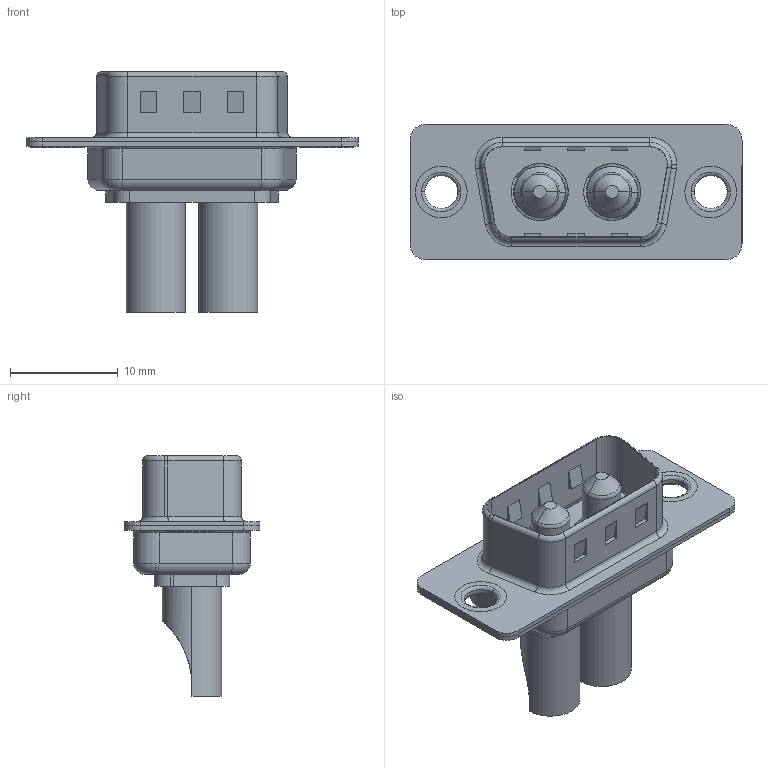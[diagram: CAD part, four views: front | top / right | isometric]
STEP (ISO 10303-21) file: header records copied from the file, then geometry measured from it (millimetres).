
FILE_DESCRIPTION (( 'STEP AP203' ), '1' );
FILE_NAME ('627-2W2-222-4N1.STEP', '2019-05-23T15:57:08', ( '' ), ( '' ), 'SwSTEP 2.0', 'SolidWorks 2016', '' );
FILE_SCHEMA (( 'CONFIG_CONTROL_DESIGN' ));
Length unit declared in the file: millimetre
Products named in the file (6): Power Pin_40A SC; 627-2W2-222-4N1; 627Combo Housing_2W2; 627Combo Shell Rear_09 Contacts; 627Combo Shell Front_09 Contacts; 627Combo Thru Hole Rivet
Assembly tree (7 placements, depth 2):
  627-2W2-222-4N1
    627Combo Housing_2W2
    627Combo Shell Rear_09 Contacts
    627Combo Shell Front_09 Contacts
    627Combo Thru Hole Rivet  x2
    Power Pin_40A SC  x2
Bounding box: 30.8 x 12.6 x 22.3 mm (x, y, z)
Volume: 1453.8 mm3; surface area: 3726 mm2
Topology: 9 solids, 9 shells, 364 faces, 867 edges, 532 vertices
Faces by surface type: cylinder 153, plane 131, torus 62, cone 14, bspline 4
Entity records: 9804 total; most frequent: CARTESIAN_POINT 1693, DIRECTION 1675, ORIENTED_EDGE 1478, EDGE_CURVE 739, AXIS2_PLACEMENT_3D 645, VERTEX_POINT 459, VECTOR 385, LINE 385
